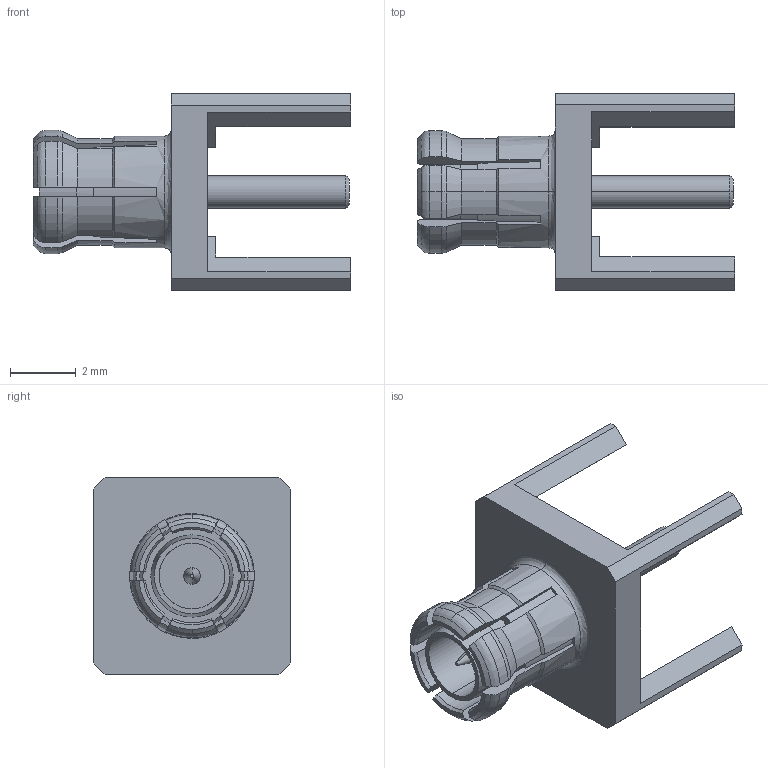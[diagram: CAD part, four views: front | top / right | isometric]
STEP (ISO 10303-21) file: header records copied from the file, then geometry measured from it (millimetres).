
FILE_DESCRIPTION (( 'STEP AP214' ), '1' );
FILE_NAME ('LCCN45871_3D.step', '2023-05-05T19:09:41', ( '' ), ( '' ), 'SwSTEP 2.0', 'SolidWorks 2022', '' );
FILE_SCHEMA (( 'AUTOMOTIVE_DESIGN' ));
Length unit declared in the file: millimetre
Products named in the file (1): LCCN45871_3D
Bounding box: 9.65 x 6 x 6 mm (x, y, z)
Volume: 81.8 mm3; surface area: 254 mm2
Topology: 1 solids, 1 shells, 160 faces, 437 edges, 284 vertices
Faces by surface type: bspline 105, plane 55
Entity records: 6281 total; most frequent: CARTESIAN_POINT 2913, ORIENTED_EDGE 874, DIRECTION 461, EDGE_CURVE 437, VERTEX_POINT 284, VECTOR 189, LINE 189, EDGE_LOOP 165
